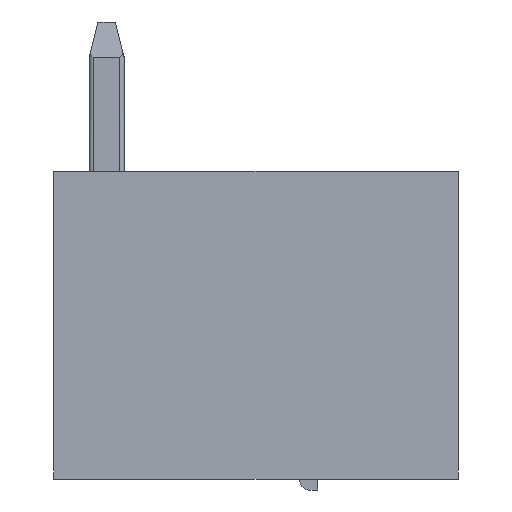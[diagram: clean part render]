
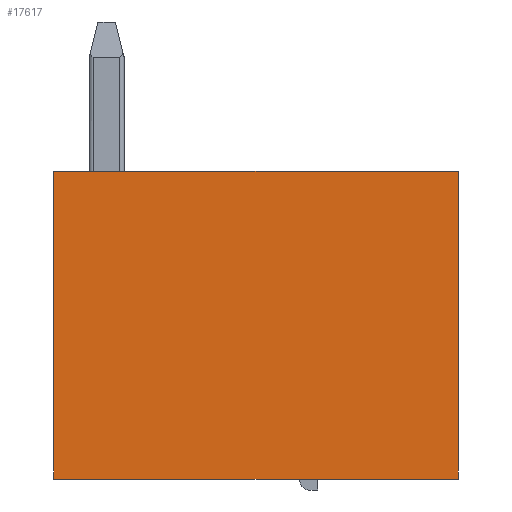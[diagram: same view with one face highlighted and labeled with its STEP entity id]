
A CAD part, front view. The second image highlights one B-rep face of the part: STEP entity #17617.
In plain terms, the highlighted planar face has unit normal (0, -1, 0).
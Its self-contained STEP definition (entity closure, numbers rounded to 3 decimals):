
#74=DIRECTION('',(0.,0.,1.));
#75=VECTOR('',#74,7.);
#76=CARTESIAN_POINT('',(0.,-4.51,-7.));
#77=LINE('',#76,#75);
#749=DIRECTION('',(0.,0.,1.));
#750=VECTOR('',#749,7.);
#751=CARTESIAN_POINT('',(9.2,-4.51,-7.));
#752=LINE('',#751,#750);
#5544=DIRECTION('',(-1.,0.,0.));
#5545=VECTOR('',#5544,9.2);
#5546=CARTESIAN_POINT('',(9.2,-4.51,0.));
#5547=LINE('',#5546,#5545);
#6007=DIRECTION('',(-1.,0.,0.));
#6008=VECTOR('',#6007,9.2);
#6009=CARTESIAN_POINT('',(9.2,-4.51,-7.));
#6010=LINE('',#6009,#6008);
#8190=CARTESIAN_POINT('',(9.2,-4.51,-7.));
#8191=CARTESIAN_POINT('',(9.2,-4.51,0.));
#8192=VERTEX_POINT('',#8190);
#8193=VERTEX_POINT('',#8191);
#8198=CARTESIAN_POINT('',(0.,-4.51,-7.));
#8199=CARTESIAN_POINT('',(0.,-4.51,0.));
#8200=VERTEX_POINT('',#8198);
#8201=VERTEX_POINT('',#8199);
#17606=CARTESIAN_POINT('',(9.2,-4.51,-7.));
#17607=DIRECTION('',(0.,1.,0.));
#17608=DIRECTION('',(0.,0.,1.));
#17609=AXIS2_PLACEMENT_3D('',#17606,#17607,#17608);
#17610=PLANE('',#17609);
#17611=ORIENTED_EDGE('',*,*,#9642,.F.);
#17612=ORIENTED_EDGE('',*,*,#9470,.T.);
#17613=ORIENTED_EDGE('',*,*,#9507,.T.);
#17614=ORIENTED_EDGE('',*,*,#17350,.F.);
#17615=EDGE_LOOP('',(#17611,#17612,#17613,#17614));
#17616=FACE_OUTER_BOUND('',#17615,.F.);
#17617=ADVANCED_FACE('',(#17616),#17610,.F.);
#9470=EDGE_CURVE('',#8192,#8200,#6010,.T.);
#9507=EDGE_CURVE('',#8200,#8201,#77,.T.);
#9642=EDGE_CURVE('',#8192,#8193,#752,.T.);
#17350=EDGE_CURVE('',#8193,#8201,#5547,.T.);
